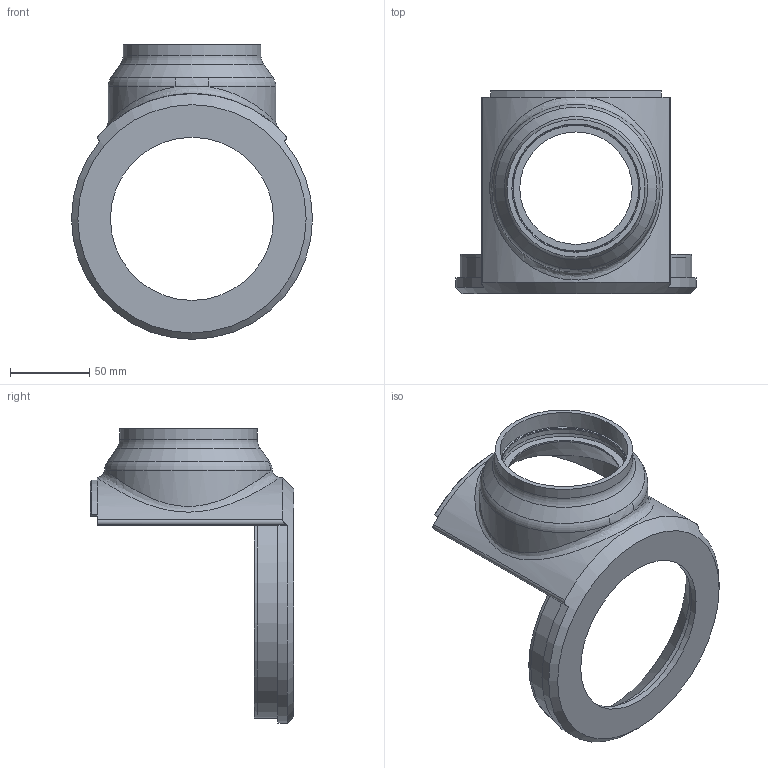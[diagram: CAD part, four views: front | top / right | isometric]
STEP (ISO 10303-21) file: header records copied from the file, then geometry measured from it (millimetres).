
FILE_DESCRIPTION(/* description */ ('','CAx-IF Rec.Pracs.---Representation and Presentation of Product Manufacturing Information (PMI)---4.0---2014-10-13'),/* implementation_level */ '2;1');
FILE_NAME(/* name */ 'MK1_Collection_Ring.stp',/* time_stamp */ '2025-08-16T10:09:12+02:00',/* author */ ('Capturing Dust'),/* organization */ ('Makerr.Studio'),/* preprocessor_version */ 'ST-DEVELOPER v18.1',/* originating_system */ 'Autodesk Inventor 2021',/* authorisation */ '');
FILE_SCHEMA (('AP242_MANAGED_MODEL_BASED_3D_ENGINEERING_MIM_LF { 1 0 10303 442 1 1 4 }'));
Length unit declared in the file: millimetre
Products named in the file (1): MK1_Collection_Ring
Bounding box: 152.2 x 128.5 x 186.1 mm (x, y, z)
Volume: 264585 mm3; surface area: 79497.1 mm2
Topology: 1 solids, 1 shells, 59 faces, 145 edges, 91 vertices
Faces by surface type: cylinder 17, bspline 16, plane 14, cone 7, torus 3, sphere 2
Full cylindrical faces by diameter (mm): 71 x1, 81 x2, 87 x1, 103 x1, 112 x1, 146.2 x1
Entity records: 2928 total; most frequent: CARTESIAN_POINT 1595, ORIENTED_EDGE 290, DIRECTION 232, EDGE_CURVE 145, AXIS2_PLACEMENT_3D 97, VERTEX_POINT 91, EDGE_LOOP 66, FACE_OUTER_BOUND 59
